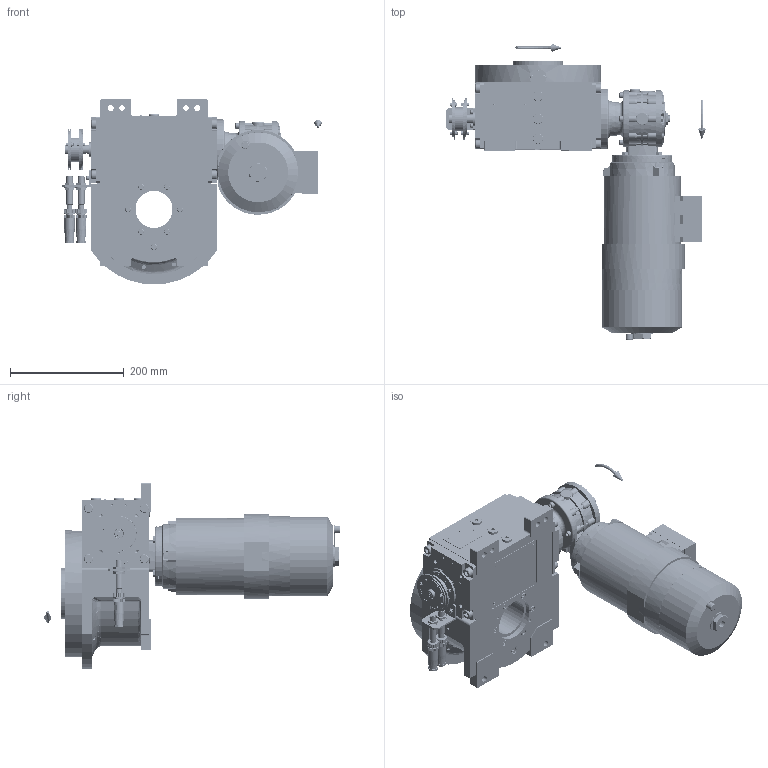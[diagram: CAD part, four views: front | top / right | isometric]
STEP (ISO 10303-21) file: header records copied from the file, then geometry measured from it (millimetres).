
FILE_DESCRIPTION (( 'STEP AP203' ), '1' );
FILE_NAME ('PC5201948.step', '2026-03-18T15:35:25', ( '' ), ( '' ), 'SwSTEP 2.0', 'SolidWorks 2020', '' );
FILE_SCHEMA (( 'CONFIG_CONTROL_DESIGN' ));
Length unit declared in the file: millimetre
Products named in the file (91): CFN2010_01_012.stp; cfn2128_04_004; 900_38_30_003; rig06_017_s_007; AS_900_38_30_003; cfn2000_01_124; cfn2003_01_054; CFN2104_02_017.stp; cfn2107_01_001; freccia_angolare; cfn2155_01_303; 900_38_10_028; rig06_001_a_s_003; CFN2000_01_185.stp; AS_rig06_071_12_m_n_02; AS_rig06_004_s_001; cfn2000_01_161; cfn2400_04_024; AS_cfn2400_04_024; cfn2000_01_103; rig06_002_bl_003; cfn2151_01_290; cfn2002_01_008; rig06_071_12_m_n_02_asm.stp; freccia_angolare_albero; cfn2077_01_018; AS_rig06_016; rig06_005_n_01; cfn2151_01_170; cfn2070_05_005; RMI40_F1_LCB_DX_71B14; 9004_2512; cfn2000_01_184; cfn2115_02_194; PC5201948; AS_rig06_17_s_007; cfn2128_19_002; cfn2104_01_016; cfn2115_02_165; cfn2155_01_056 ...
Assembly tree (89 placements, depth 5):
  CFN2010_01_012.stp
  cfn2151_01_290
  cfn2077_01_018
  PC5201948
    rig06_001_a_s_003
    AS_cfn2476_01_002_60x46
      cfn2476_01_002_60x46
      cfn2107_01_001
      cfn2107_01_001
    AS_rig06_071_12_m_n_02
      rig06_071_12_m_n_02_asm.stp
        RIG06_005_ASM.stp
          RIG06_021_AF0.stp
          CFN2000_01_185.stp
          CFN2000_01_185.stp
          CFN2104_02_017.stp
        CFN2010_02_002.stp
      rig06_003_12_s_006
      cfn2000_01_124
      cfn2104_01_016  x2
      cfn2000_01_124  x6
      rig06_005_n_01
      cfn2155_01_303
      cfn2000_01_124
      cfn2000_01_124
      cfn2000_01_124
    AS_rig06_17_s_007
      rig06_017_s_007
      cfn2155_01_200
      cfn2002_01_008
      cfn2002_01_008
      cfn2002_01_008
      cfn2002_01_008
      cfn2002_01_008
      cfn2002_01_008
      cfn2151_01_170
    AS_rig06_004
      rig06_004
      cfn2070_05_005
      cfn2000_01_103
      cfn2000_01_103
      cfn2000_01_103
      cfn2000_01_103
      cfn2155_01_056
    AS_rig06_004_s_001
      rig06_004_s_001
      cfn2070_05_005
      cfn2000_01_103
      cfn2000_01_103
      cfn2000_01_103
      cfn2000_01_103
      cfn2155_01_056
    AS_rig06_002_bl_003
      rig06_002_bl_003
      cfn2115_02_182
    9004_2512
    cfn2128_04_004
    cfn2128_04_004
    cfn2128_04_004
    cfn2128_19_002
Bounding box: 455.5 x 519.67 x 325 mm (x, y, z)
Volume: 7692031.3 mm3; surface area: 1166433.6 mm2
Topology: 78 solids, 78 shells, 5938 faces, 15159 edges, 9644 vertices
Faces by surface type: plane 2745, cylinder 2070, cone 931, torus 159, bspline 27, sphere 6
Entity records: 165737 total; most frequent: CARTESIAN_POINT 40653, DIRECTION 24358, ORIENTED_EDGE 23958, EDGE_CURVE 11979, AXIS2_PLACEMENT_3D 8961, VERTEX_POINT 7698, LINE 6436, VECTOR 6436
